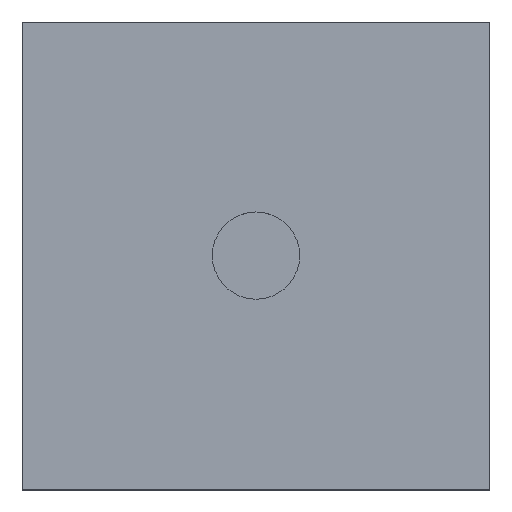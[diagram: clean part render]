
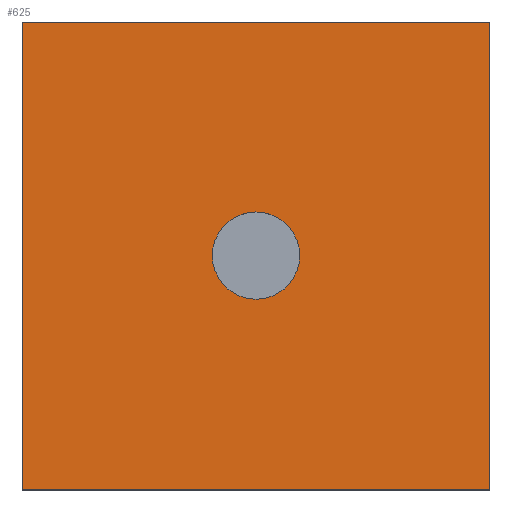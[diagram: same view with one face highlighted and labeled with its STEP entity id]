
A CAD part, top view. The second image highlights one B-rep face of the part: STEP entity #625.
In plain terms, the highlighted planar face has unit normal (0, 0, 1).
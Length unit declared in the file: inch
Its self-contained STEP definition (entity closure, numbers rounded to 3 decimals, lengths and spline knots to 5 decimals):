
#22=LINE($,#1056,#38);
#23=LINE($,#1059,#39);
#24=LINE($,#1061,#40);
#25=LINE($,#1062,#41);
#38=VECTOR($,#898,1.);
#39=VECTOR($,#901,1.);
#40=VECTOR($,#902,1.);
#41=VECTOR($,#903,1.);
#73=PLANE($,#718);
#104=FACE_BOUND($,#236,.T.);
#105=FACE_BOUND($,#237,.T.);
#236=EDGE_LOOP($,(#475));
#237=EDGE_LOOP($,(#476,#477,#478,#479));
#299=CIRCLE($,#715,0.0935);
#341=VERTEX_POINT($,#1045);
#343=VERTEX_POINT($,#1050);
#345=VERTEX_POINT($,#1054);
#346=VERTEX_POINT($,#1058);
#347=VERTEX_POINT($,#1060);
#391=EDGE_CURVE($,#341,#341,#299,.T.);
#395=EDGE_CURVE($,#343,#345,#22,.T.);
#396=EDGE_CURVE($,#343,#346,#23,.T.);
#397=EDGE_CURVE($,#347,#345,#24,.T.);
#398=EDGE_CURVE($,#346,#347,#25,.T.);
#475=ORIENTED_EDGE($,*,*,#391,.T.);
#476=ORIENTED_EDGE($,*,*,#396,.F.);
#477=ORIENTED_EDGE($,*,*,#395,.T.);
#478=ORIENTED_EDGE($,*,*,#397,.F.);
#479=ORIENTED_EDGE($,*,*,#398,.F.);
#625=ADVANCED_FACE($,(#104,#105),#73,.T.);
#715=AXIS2_PLACEMENT_3D($,#1046,#889,#890);
#718=AXIS2_PLACEMENT_3D($,#1057,#899,#900);
#889=DIRECTION('center_axis',(0.,0.,-1.));
#890=DIRECTION('ref_axis',(-1.,0.,0.));
#898=DIRECTION($,(1.,0.,0.));
#899=DIRECTION('center_axis',(0.,0.,1.));
#900=DIRECTION('ref_axis',(0.,-1.,0.));
#901=DIRECTION($,(0.,1.,0.));
#902=DIRECTION($,(0.,-1.,0.));
#903=DIRECTION($,(1.,0.,0.));
#1045=CARTESIAN_POINT('',(0.5935,0.11887,0.43176));
#1046=CARTESIAN_POINT('Origin',(0.5,0.11887,0.43176));
#1050=CARTESIAN_POINT('',(0.,-0.38113,0.43176));
#1054=CARTESIAN_POINT('',(1.,-0.38113,0.43176));
#1056=CARTESIAN_POINT($,(0.,-0.38113,0.43176));
#1057=CARTESIAN_POINT('Origin',(0.,0.61887,0.43176));
#1058=CARTESIAN_POINT('',(0.,0.61887,0.43176));
#1059=CARTESIAN_POINT($,(0.,-0.38113,0.43176));
#1060=CARTESIAN_POINT('',(1.,0.61887,0.43176));
#1061=CARTESIAN_POINT($,(1.,-0.38113,0.43176));
#1062=CARTESIAN_POINT($,(0.,0.61887,0.43176));
